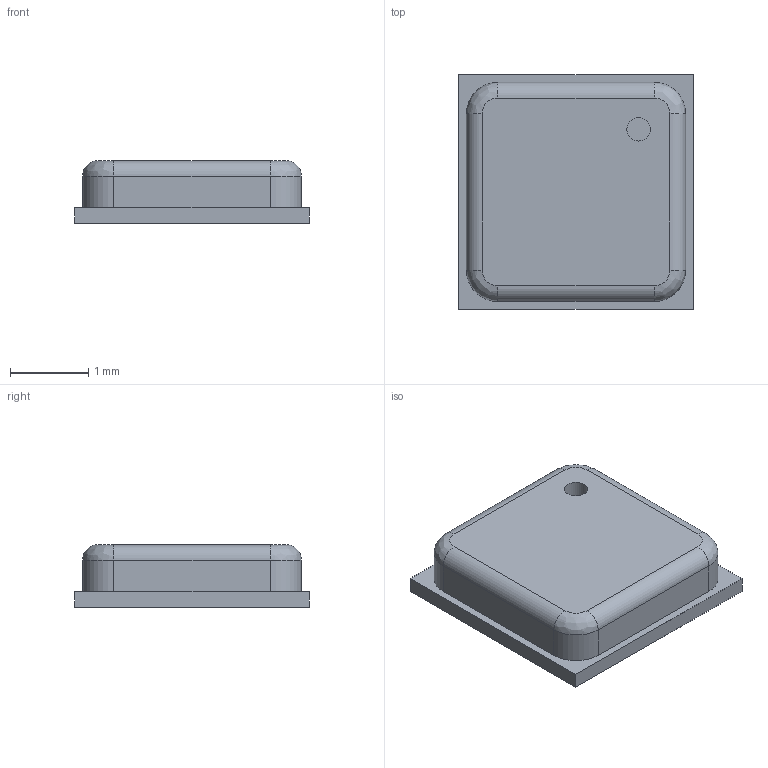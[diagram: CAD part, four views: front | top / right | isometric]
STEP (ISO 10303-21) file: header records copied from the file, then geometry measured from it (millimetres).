
FILE_DESCRIPTION(/* description */ (''),/* implementation_level */ '2;1');
FILE_NAME(/* name */ 'ENS160.stp',/* time_stamp */ '2023-04-02T13:31:32-04:00',/* author */ ('austi'),/* organization */ (''),/* preprocessor_version */ 'ST-DEVELOPER v19',/* originating_system */ 'Autodesk Inventor 2023',/* authorisation */ '');
FILE_SCHEMA (('AUTOMOTIVE_DESIGN { 1 0 10303 214 3 1 1 }'));
Length unit declared in the file: millimetre
Products named in the file (2): PCB Component; ENS160
Assembly tree (1 placements, depth 2):
  PCB Component
    ENS160
Bounding box: 3 x 3 x 0.8 mm (x, y, z)
Volume: 6.3 mm3; surface area: 55.3 mm2
Topology: 11 solids, 11 shells, 126 faces, 277 edges, 182 vertices
Faces by surface type: plane 113, cylinder 9, bspline 4
Full cylindrical faces by diameter (mm): 0.3 x1
Entity records: 3505 total; most frequent: CARTESIAN_POINT 620, ORIENTED_EDGE 554, DIRECTION 549, EDGE_CURVE 277, LINE 255, VECTOR 255, VERTEX_POINT 182, AXIS2_PLACEMENT_3D 147
